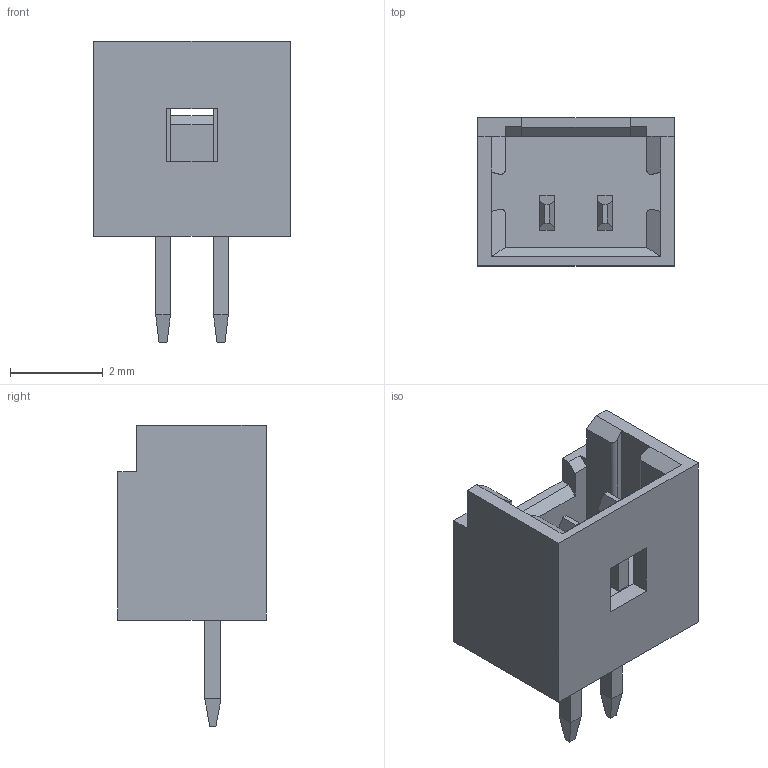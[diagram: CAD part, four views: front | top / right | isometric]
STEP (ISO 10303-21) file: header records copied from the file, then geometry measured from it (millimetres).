
FILE_DESCRIPTION(/* description */ (''),/* implementation_level */ '2;1');
FILE_NAME(/* name */ '530470210.step',/* time_stamp */ '2024-07-12T22:47:20-04:00',/* author */ (''),/* organization */ (''),/* preprocessor_version */ 'ST-DEVELOPER v20',/* originating_system */ 'Autodesk Translation Framework v13.14.0.145',/* authorisation */ '');
FILE_SCHEMA (('AUTOMOTIVE_DESIGN { 1 0 10303 214 3 1 1 }'));
Length unit declared in the file: millimetre
Products named in the file (2): (Unsaved); 530470210 v1
Assembly tree (1 placements, depth 2):
  (Unsaved)
    530470210 v1
Bounding box: 4.25 x 3.2 x 6.5 mm (x, y, z)
Volume: 32.5 mm3; surface area: 128.5 mm2
Topology: 1 solids, 1 shells, 78 faces, 202 edges, 130 vertices
Faces by surface type: plane 74, cylinder 4
Entity records: 2395 total; most frequent: CARTESIAN_POINT 414, ORIENTED_EDGE 404, DIRECTION 374, EDGE_CURVE 202, LINE 194, VECTOR 194, VERTEX_POINT 130, AXIS2_PLACEMENT_3D 90
